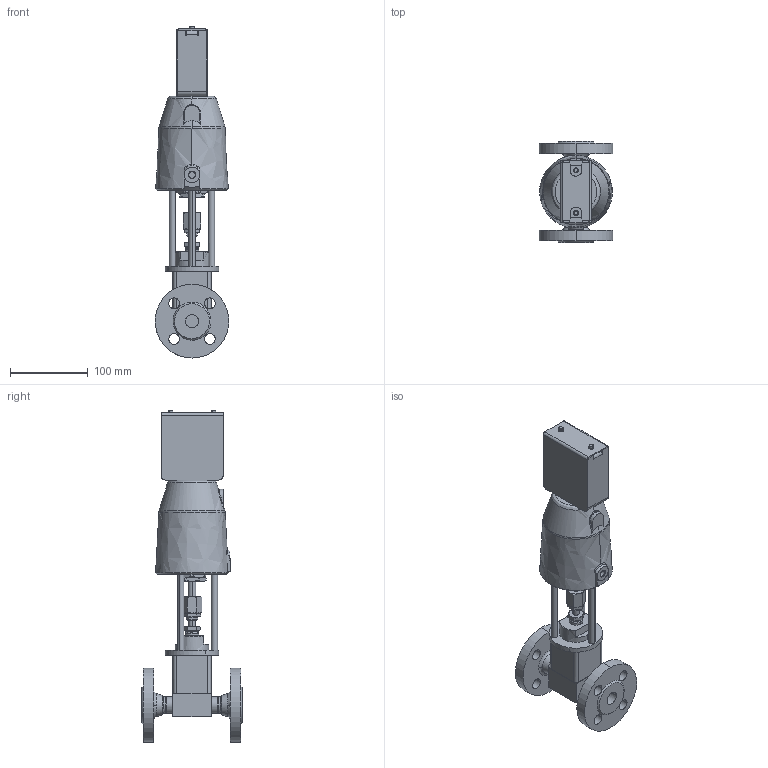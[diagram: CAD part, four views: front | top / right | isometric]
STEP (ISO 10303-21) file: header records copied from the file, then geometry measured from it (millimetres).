
FILE_DESCRIPTION (('STEP'), '1');
FILE_NAME ('063.006738_2-640-01-0800-7008-DT_EO.stp', '2025-03-31T08:57:10', ('Unknown'), ('Unknown'), 'HarmonyWare STEP v2.1.9', 'HarmonyWare Translators', '');
FILE_SCHEMA (('CONFIG_CONTROL_DESIGN'));
Length unit declared in the file: millimetre
Products named in the file (2): Volumenkörper2
Assembly tree (1 placements, depth 2):
  (unnamed)
    Volumenkörper2
Bounding box: 94.88 x 130.2 x 428.1 mm (x, y, z)
Volume: 1235631.7 mm3; surface area: 175510.7 mm2
Topology: 1 solids, 1 shells, 434 faces, 1076 edges, 664 vertices
Faces by surface type: bspline 434
Entity records: 13788 total; most frequent: CARTESIAN_POINT 7664, ORIENTED_EDGE 2152, EDGE_CURVE 1076, VERTEX_POINT 664, EDGE_LOOP 494, FACE_OUTER_BOUND 434, ADVANCED_FACE 434, B_SPLINE_CURVE_WITH_KNOTS 415
